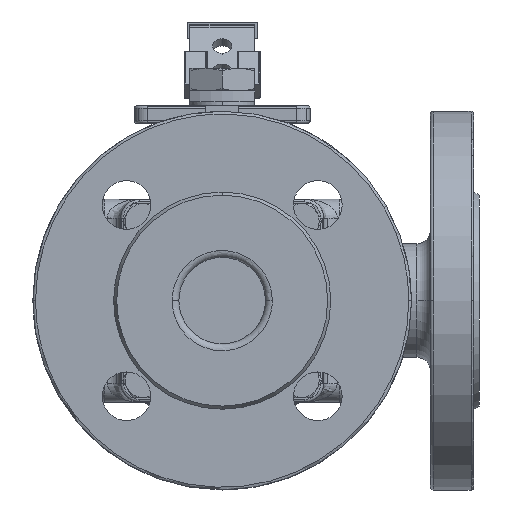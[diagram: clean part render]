
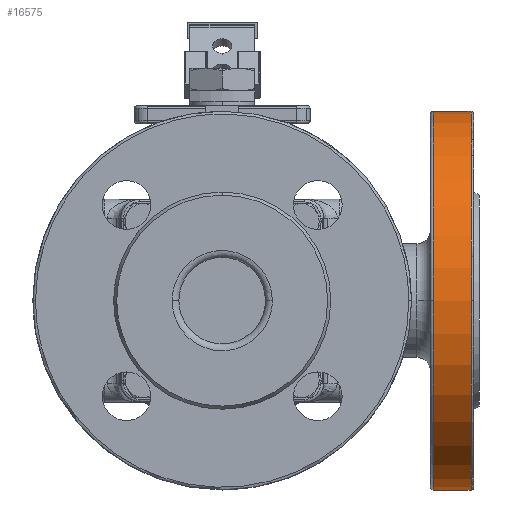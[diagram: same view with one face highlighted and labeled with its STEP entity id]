
A CAD part, left-side view. The second image highlights one B-rep face of the part: STEP entity #16575.
In plain terms, the highlighted cylindrical face has radius 70 mm (diameter 140 mm), a partial arc.
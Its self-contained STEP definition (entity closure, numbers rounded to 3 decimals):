
#16477=CARTESIAN_POINT('',(-70.,-92.,0.));
#16478=VERTEX_POINT('',#16477);
#16507=CARTESIAN_POINT('',(-0.,-92.,-70.));
#16508=VERTEX_POINT('',#16507);
#16509=CARTESIAN_POINT('',(-0.,-92.,0.));
#16510=DIRECTION('',(0.,-1.,0.));
#16511=DIRECTION('',(1.,0.,-0.));
#16512=AXIS2_PLACEMENT_3D('',#16509,#16510,#16511);
#16513=CIRCLE('',#16512,70.);
#16514=EDGE_CURVE('',#16478,#16508,#16513,.T.);
#16526=CARTESIAN_POINT('',(-0.,-85.,0.));
#16527=DIRECTION('',(0.,-1.,0.));
#16528=DIRECTION('',(-0.,-0.,-1.));
#16529=AXIS2_PLACEMENT_3D('',#16526,#16527,#16528);
#16530=CYLINDRICAL_SURFACE('',#16529,70.);
#16531=CARTESIAN_POINT('',(-0.,-78.,-70.));
#16532=VERTEX_POINT('',#16531);
#16533=CARTESIAN_POINT('',(-0.,-92.,-70.));
#16534=DIRECTION('',(-0.,1.,-0.));
#16535=VECTOR('',#16534,14.);
#16536=LINE('',#16533,#16535);
#16537=EDGE_CURVE('',#16508,#16532,#16536,.T.);
#16538=ORIENTED_EDGE('',*,*,#16537,.F.);
#16539=ORIENTED_EDGE('',*,*,#16514,.F.);
#16540=CARTESIAN_POINT('',(-0.,-92.,70.));
#16541=VERTEX_POINT('',#16540);
#16542=CARTESIAN_POINT('',(-0.,-92.,0.));
#16543=DIRECTION('',(0.,-1.,0.));
#16544=DIRECTION('',(-0.,-0.,-1.));
#16545=AXIS2_PLACEMENT_3D('',#16542,#16543,#16544);
#16546=CIRCLE('',#16545,70.);
#16547=EDGE_CURVE('',#16541,#16478,#16546,.T.);
#16548=ORIENTED_EDGE('',*,*,#16547,.F.);
#16549=CARTESIAN_POINT('',(-0.,-78.,70.));
#16550=VERTEX_POINT('',#16549);
#16551=CARTESIAN_POINT('',(-0.,-78.,70.));
#16552=DIRECTION('',(0.,-1.,0.));
#16553=VECTOR('',#16552,14.);
#16554=LINE('',#16551,#16553);
#16555=EDGE_CURVE('',#16550,#16541,#16554,.T.);
#16556=ORIENTED_EDGE('',*,*,#16555,.F.);
#16557=CARTESIAN_POINT('',(-70.,-78.,0.));
#16558=VERTEX_POINT('',#16557);
#16559=CARTESIAN_POINT('',(-0.,-78.,0.));
#16560=DIRECTION('',(-0.,1.,-0.));
#16561=DIRECTION('',(-0.,-0.,-1.));
#16562=AXIS2_PLACEMENT_3D('',#16559,#16560,#16561);
#16563=CIRCLE('',#16562,70.);
#16564=EDGE_CURVE('',#16558,#16550,#16563,.T.);
#16565=ORIENTED_EDGE('',*,*,#16564,.F.);
#16566=CARTESIAN_POINT('',(-0.,-78.,0.));
#16567=DIRECTION('',(-0.,1.,-0.));
#16568=DIRECTION('',(-0.,-0.,-1.));
#16569=AXIS2_PLACEMENT_3D('',#16566,#16567,#16568);
#16570=CIRCLE('',#16569,70.);
#16571=EDGE_CURVE('',#16532,#16558,#16570,.T.);
#16572=ORIENTED_EDGE('',*,*,#16571,.F.);
#16573=EDGE_LOOP('',(#16538,#16539,#16548,#16556,#16565,#16572));
#16574=FACE_BOUND('',#16573,.T.);
#16575=ADVANCED_FACE('',(#16574),#16530,.T.);
